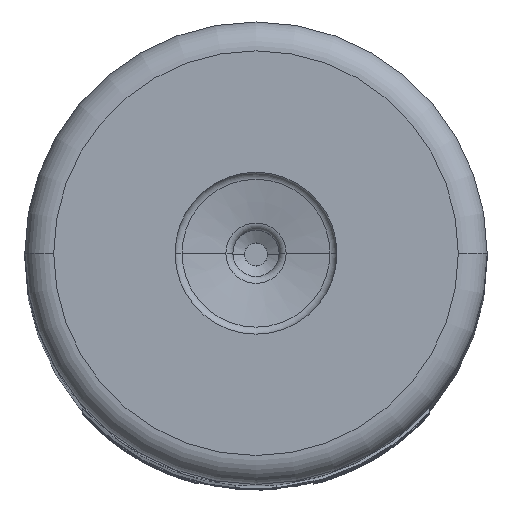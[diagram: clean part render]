
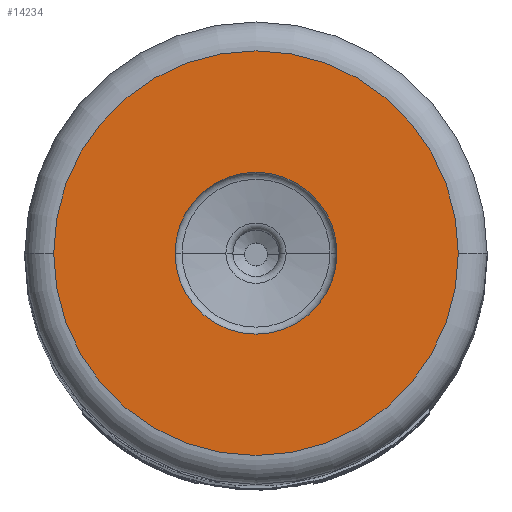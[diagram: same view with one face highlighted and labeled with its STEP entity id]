
A CAD part, top view. The second image highlights one B-rep face of the part: STEP entity #14234.
In plain terms, the highlighted planar face has unit normal (0, 0, 1).
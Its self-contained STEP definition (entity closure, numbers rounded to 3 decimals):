
#2196=CARTESIAN_POINT('',(0.,0.,27.05));
#2197=DIRECTION('',(0.,0.,1.));
#2198=DIRECTION('',(1.,0.,0.));
#2199=AXIS2_PLACEMENT_3D('',#2196,#2197,#2198);
#2211=CARTESIAN_POINT('',(0.,0.,27.05));
#2212=DIRECTION('',(0.,0.,1.));
#2213=DIRECTION('',(-1.,0.,0.));
#2214=AXIS2_PLACEMENT_3D('',#2211,#2212,#2213);
#2216=CARTESIAN_POINT('',(0.,0.,27.05));
#2217=DIRECTION('',(0.,0.,1.));
#2218=DIRECTION('',(1.,0.,0.));
#2219=AXIS2_PLACEMENT_3D('',#2216,#2217,#2218);
#2221=CARTESIAN_POINT('',(0.,0.,27.05));
#2222=DIRECTION('',(0.,0.,1.));
#2223=DIRECTION('',(-1.,0.,0.));
#2224=AXIS2_PLACEMENT_3D('',#2221,#2222,#2223);
#12007=CARTESIAN_POINT('',(-1.4,0.,27.05));
#12008=CARTESIAN_POINT('',(1.4,0.,27.05));
#12009=VERTEX_POINT('',#12007);
#12010=VERTEX_POINT('',#12008);
#12011=CARTESIAN_POINT('',(3.5,0.,27.05));
#12012=CARTESIAN_POINT('',(-3.5,0.,27.05));
#12013=VERTEX_POINT('',#12011);
#12014=VERTEX_POINT('',#12012);
#14218=CARTESIAN_POINT('',(0.,0.,27.05));
#14219=DIRECTION('',(0.,0.,-1.));
#14220=DIRECTION('',(1.,0.,0.));
#14221=AXIS2_PLACEMENT_3D('',#14218,#14219,#14220);
#14222=PLANE('',#14221);
#14223=ORIENTED_EDGE('',*,*,#14208,.F.);
#14225=ORIENTED_EDGE('',*,*,#14224,.F.);
#14226=EDGE_LOOP('',(#14223,#14225));
#14227=FACE_OUTER_BOUND('',#14226,.F.);
#14229=ORIENTED_EDGE('',*,*,#14228,.T.);
#14231=ORIENTED_EDGE('',*,*,#14230,.T.);
#14232=EDGE_LOOP('',(#14229,#14231));
#14233=FACE_BOUND('',#14232,.F.);
#14234=ADVANCED_FACE('',(#14227,#14233),#14222,.F.);
#2200=CIRCLE('',#2199,3.5);
#2215=CIRCLE('',#2214,1.4);
#2220=CIRCLE('',#2219,1.4);
#2225=CIRCLE('',#2224,3.5);
#14208=EDGE_CURVE('',#12013,#12014,#2200,.T.);
#14224=EDGE_CURVE('',#12014,#12013,#2225,.T.);
#14228=EDGE_CURVE('',#12009,#12010,#2215,.T.);
#14230=EDGE_CURVE('',#12010,#12009,#2220,.T.);
